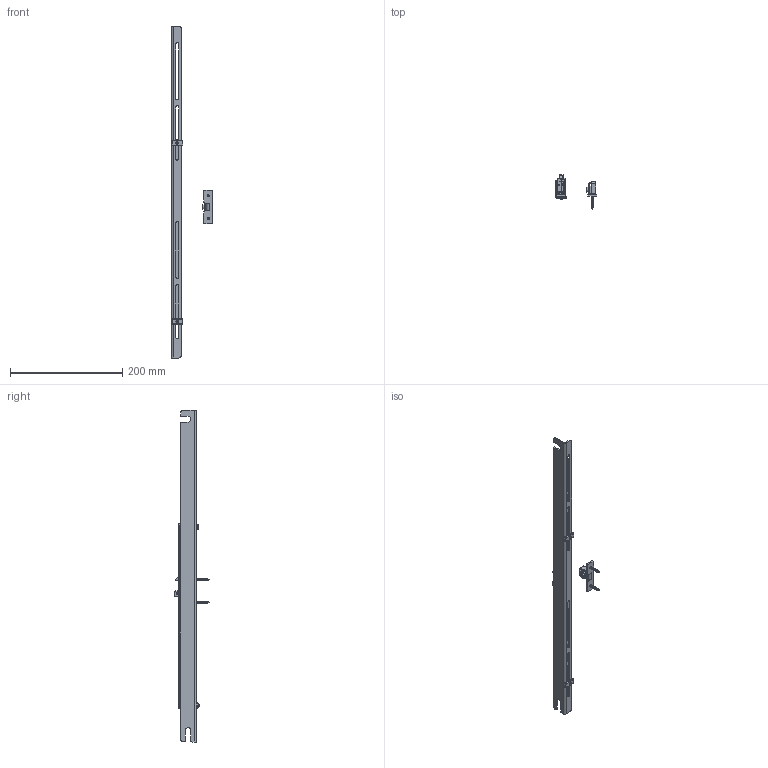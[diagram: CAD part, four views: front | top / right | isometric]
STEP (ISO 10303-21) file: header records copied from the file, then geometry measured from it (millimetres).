
FILE_DESCRIPTION(/* description */ (''),/* implementation_level */ '2;1');
FILE_NAME(/* name */ '.stp',/* time_stamp */ '2019-08-29T11:53:40+02:00',/* author */ ('WG'),/* organization */ (''),/* preprocessor_version */ 'ST-DEVELOPER v17.2',/* originating_system */ 'Autodesk Inventor 2019',/* authorisation */ '');
FILE_SCHEMA (('AUTOMOTIVE_DESIGN { 1 0 10303 214 3 1 1 }'));
Products named in the file (24): RD-2; VAL-RD 051.00r00 Soft closer Right; VAL-RD 050.01r00 Frame of soft closer; ISO 4762 - M4 x 30ISO; GC1002Z; Ë«×čÄá-»î¶ŻĽţ3; Ë«×čÄá-»î¶ŻĽţ×°ĹäĚĺ; Ë«×čÄá-»î¶ŻĽţ1; Ë«×čÄá-»î¶ŻĽţ2; µŻ»É1; µőÂÖ-»î¶ŻĽţ-
Ďđ˝şµć; Ę®×ÖłÁÍ·×ÔąĄÂÝ¶¤S
T2.2x12; Ë«×čÄá-ĚúĆ¬; M5x15ÂÝËżË¨; µŻ»Éµ÷˝ÚÂÝÄ¸; ×óÍâżÇ; ÓŇÍâżÇ; VAL-RD 050.02r00 - Nut for soft closer; VAL-RD 060.00r00 - Activator for wood; VAL-RD 060.01r00 - Activator 1; VAL-RD 060.02r00 - Activator 2; DIN7996 4x25 Pz; DIN 6797 - A 5,3; DIN 7984 - M5 x 8
Assembly tree (33 placements, depth 5):
  RD-2
    VAL-RD 051.00r00 Soft closer Right
      VAL-RD 050.01r00 Frame of soft closer
      ISO 4762 - M4 x 30ISO  x2
      GC1002Z
        Ë«×čÄá-»î¶ŻĽţ3
        Ë«×čÄá-»î¶ŻĽţ×°ĹäĚĺ
          Ë«×čÄá-»î¶ŻĽţ1
          Ë«×čÄá-»î¶ŻĽţ2
          µŻ»É1
        µőÂÖ-»î¶ŻĽţ-
Ďđ˝şµć
        Ę®×ÖłÁÍ·×ÔąĄÂÝ¶¤S
T2.2x12  x8
        Ë«×čÄá-ĚúĆ¬
        M5x15ÂÝËżË¨
        µŻ»Éµ÷˝ÚÂÝÄ¸
        ×óÍâżÇ
        ÓŇÍâżÇ
      VAL-RD 050.02r00 - Nut for soft closer  x2
    VAL-RD 060.00r00 - Activator for wood
      VAL-RD 060.01r00 - Activator 1
      VAL-RD 060.02r00 - Activator 2
      DIN7996 4x25 Pz  x2
      DIN 6797 - A 5,3
      DIN 7984 - M5 x 8
Bounding box: 73.8 x 61.83 x 592.5 mm (x, y, z)
Volume: 124426.9 mm3; surface area: 171881 mm2
Topology: 29 solids, 29 shells, 2287 faces, 6246 edges, 4006 vertices
Faces by surface type: plane 1194, cylinder 660, bspline 141, torus 134, cone 102, sphere 56
Full cylindrical faces by diameter (mm): 0.6 x2, 1.4 x8, 2 x3, 2.2 x8, 2.3 x8, 2.4 x8, 2.5 x14, 2.8 x24, 3 x3, 3.2 x2, 3.242 x2, 3.4 x4, 3.5 x1, 3.7 x8, 4 x12, 4.134 x1, 4.3 x6, 5 x22, 5.3 x1, 7 x2, 8.3 x4, 8.5 x1
Entity records: 90233 total; most frequent: CARTESIAN_POINT 37361, ORIENTED_EDGE 11014, DIRECTION 10780, EDGE_CURVE 5507, AXIS2_PLACEMENT_3D 3667, VERTEX_POINT 3554, LINE 3446, VECTOR 3446
